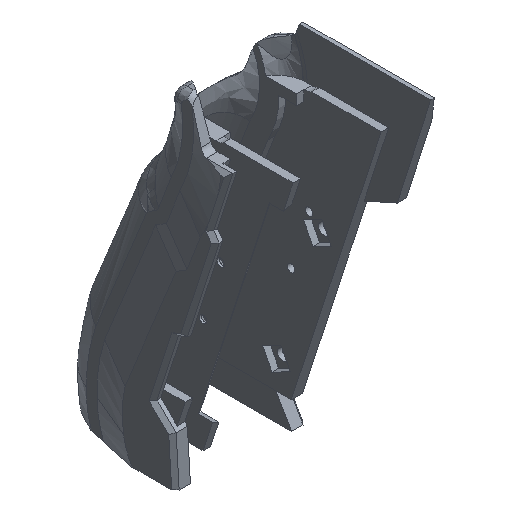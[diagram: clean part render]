
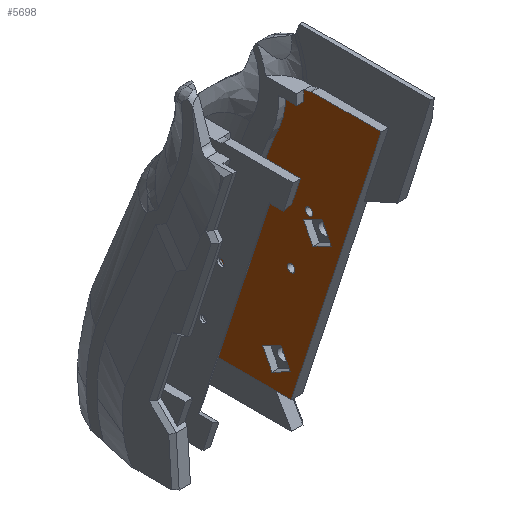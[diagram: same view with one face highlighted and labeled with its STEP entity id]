
A CAD part, isometric view. The second image highlights one B-rep face of the part: STEP entity #5698.
In plain terms, the highlighted planar face has unit normal (-1, 0, 0).
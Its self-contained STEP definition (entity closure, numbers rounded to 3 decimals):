
#507=CIRCLE('',#6059,4.75);
#512=CIRCLE('',#6074,1.);
#513=CIRCLE('',#6075,1.);
#514=CIRCLE('',#6076,43.954);
#515=CIRCLE('',#6077,29.365);
#516=CIRCLE('',#6078,4.);
#517=CIRCLE('',#6079,23.129);
#518=CIRCLE('',#6080,56.245);
#519=CIRCLE('',#6081,52.355);
#855=ORIENTED_EDGE('',*,*,#2564,.F.);
#856=ORIENTED_EDGE('',*,*,#2565,.F.);
#857=ORIENTED_EDGE('',*,*,#2566,.F.);
#858=ORIENTED_EDGE('',*,*,#2567,.F.);
#859=ORIENTED_EDGE('',*,*,#2568,.F.);
#860=ORIENTED_EDGE('',*,*,#2569,.F.);
#861=ORIENTED_EDGE('',*,*,#2570,.F.);
#862=ORIENTED_EDGE('',*,*,#2571,.F.);
#863=ORIENTED_EDGE('',*,*,#2572,.F.);
#864=ORIENTED_EDGE('',*,*,#2573,.T.);
#865=ORIENTED_EDGE('',*,*,#2526,.T.);
#866=ORIENTED_EDGE('',*,*,#2523,.T.);
#867=ORIENTED_EDGE('',*,*,#2574,.T.);
#868=ORIENTED_EDGE('',*,*,#2575,.T.);
#869=ORIENTED_EDGE('',*,*,#2576,.T.);
#870=ORIENTED_EDGE('',*,*,#2577,.T.);
#871=ORIENTED_EDGE('',*,*,#2578,.T.);
#872=ORIENTED_EDGE('',*,*,#2579,.T.);
#873=ORIENTED_EDGE('',*,*,#2580,.F.);
#874=ORIENTED_EDGE('',*,*,#2581,.T.);
#875=ORIENTED_EDGE('',*,*,#2582,.F.);
#876=ORIENTED_EDGE('',*,*,#2583,.F.);
#877=ORIENTED_EDGE('',*,*,#2584,.T.);
#878=ORIENTED_EDGE('',*,*,#2585,.T.);
#879=ORIENTED_EDGE('',*,*,#2586,.F.);
#880=ORIENTED_EDGE('',*,*,#2587,.T.);
#881=ORIENTED_EDGE('',*,*,#2588,.T.);
#2523=EDGE_CURVE('',#3381,#3382,#507,.F.);
#2526=EDGE_CURVE('',#3382,#3381,#3928,.T.);
#2564=EDGE_CURVE('',#3411,#3411,#512,.T.);
#2565=EDGE_CURVE('',#3412,#3413,#3941,.T.);
#2566=EDGE_CURVE('',#3414,#3412,#3942,.T.);
#2567=EDGE_CURVE('',#3415,#3414,#3943,.T.);
#2568=EDGE_CURVE('',#3413,#3415,#3944,.T.);
#2569=EDGE_CURVE('',#3416,#3417,#3945,.T.);
#2570=EDGE_CURVE('',#3418,#3416,#3946,.T.);
#2571=EDGE_CURVE('',#3419,#3418,#3947,.T.);
#2572=EDGE_CURVE('',#3417,#3419,#3948,.T.);
#2573=EDGE_CURVE('',#3420,#3420,#513,.T.);
#2574=EDGE_CURVE('',#3421,#3422,#514,.T.);
#2575=EDGE_CURVE('',#3422,#3423,#515,.T.);
#2576=EDGE_CURVE('',#3423,#3424,#3949,.T.);
#2577=EDGE_CURVE('',#3424,#3425,#3950,.F.);
#2578=EDGE_CURVE('',#3425,#3426,#3951,.T.);
#2579=EDGE_CURVE('',#3426,#3427,#3952,.T.);
#2580=EDGE_CURVE('',#3428,#3427,#3953,.T.);
#2581=EDGE_CURVE('',#3428,#3429,#516,.F.);
#2582=EDGE_CURVE('',#3430,#3429,#3954,.T.);
#2583=EDGE_CURVE('',#3431,#3430,#3955,.T.);
#2584=EDGE_CURVE('',#3431,#3432,#3956,.T.);
#2585=EDGE_CURVE('',#3432,#3433,#517,.F.);
#2586=EDGE_CURVE('',#3434,#3433,#3957,.T.);
#2587=EDGE_CURVE('',#3434,#3435,#518,.F.);
#2588=EDGE_CURVE('',#3435,#3421,#519,.T.);
#3381=VERTEX_POINT('',#8231);
#3382=VERTEX_POINT('',#8232);
#3411=VERTEX_POINT('',#8430);
#3412=VERTEX_POINT('',#8432);
#3413=VERTEX_POINT('',#8433);
#3414=VERTEX_POINT('',#8435);
#3415=VERTEX_POINT('',#8437);
#3416=VERTEX_POINT('',#8440);
#3417=VERTEX_POINT('',#8441);
#3418=VERTEX_POINT('',#8443);
#3419=VERTEX_POINT('',#8445);
#3420=VERTEX_POINT('',#8448);
#3421=VERTEX_POINT('',#8450);
#3422=VERTEX_POINT('',#8451);
#3423=VERTEX_POINT('',#8453);
#3424=VERTEX_POINT('',#8455);
#3425=VERTEX_POINT('',#8457);
#3426=VERTEX_POINT('',#8459);
#3427=VERTEX_POINT('',#8461);
#3428=VERTEX_POINT('',#8463);
#3429=VERTEX_POINT('',#8465);
#3430=VERTEX_POINT('',#8467);
#3431=VERTEX_POINT('',#8469);
#3432=VERTEX_POINT('',#8471);
#3433=VERTEX_POINT('',#8473);
#3434=VERTEX_POINT('',#8475);
#3435=VERTEX_POINT('',#8477);
#3928=LINE('',#8236,#4391);
#3941=LINE('',#8431,#4404);
#3942=LINE('',#8434,#4405);
#3943=LINE('',#8436,#4406);
#3944=LINE('',#8438,#4407);
#3945=LINE('',#8439,#4408);
#3946=LINE('',#8442,#4409);
#3947=LINE('',#8444,#4410);
#3948=LINE('',#8446,#4411);
#3949=LINE('',#8454,#4412);
#3950=LINE('',#8456,#4413);
#3951=LINE('',#8458,#4414);
#3952=LINE('',#8460,#4415);
#3953=LINE('',#8462,#4416);
#3954=LINE('',#8466,#4417);
#3955=LINE('',#8468,#4418);
#3956=LINE('',#8470,#4419);
#3957=LINE('',#8474,#4420);
#4391=VECTOR('',#6638,1000.);
#4404=VECTOR('',#6679,1000.);
#4405=VECTOR('',#6680,1000.);
#4406=VECTOR('',#6681,1000.);
#4407=VECTOR('',#6682,1000.);
#4408=VECTOR('',#6683,1000.);
#4409=VECTOR('',#6684,1000.);
#4410=VECTOR('',#6685,1000.);
#4411=VECTOR('',#6686,1000.);
#4412=VECTOR('',#6693,1000.);
#4413=VECTOR('',#6694,1000.);
#4414=VECTOR('',#6695,1000.);
#4415=VECTOR('',#6696,1000.);
#4416=VECTOR('',#6697,1000.);
#4417=VECTOR('',#6700,1000.);
#4418=VECTOR('',#6701,1000.);
#4419=VECTOR('',#6702,1000.);
#4420=VECTOR('',#6705,1000.);
#4822=EDGE_LOOP('',(#855));
#4823=EDGE_LOOP('',(#856,#857,#858,#859));
#4824=EDGE_LOOP('',(#860,#861,#862,#863));
#4825=EDGE_LOOP('',(#864));
#4826=EDGE_LOOP('',(#865,#866));
#4827=EDGE_LOOP('',(#867,#868,#869,#870,#871,#872,#873,#874,#875,#876,#877,
#878,#879,#880,#881));
#5186=FACE_BOUND('',#4822,.T.);
#5187=FACE_BOUND('',#4823,.T.);
#5188=FACE_BOUND('',#4824,.T.);
#5189=FACE_BOUND('',#4825,.T.);
#5190=FACE_BOUND('',#4826,.T.);
#5191=FACE_BOUND('',#4827,.T.);
#5524=PLANE('',#6073);
#5698=ADVANCED_FACE('',(#5186,#5187,#5188,#5189,#5190,#5191),#5524,.T.);
#6059=AXIS2_PLACEMENT_3D('',#8230,#6632,#6633);
#6073=AXIS2_PLACEMENT_3D('',#8428,#6675,#6676);
#6074=AXIS2_PLACEMENT_3D('',#8429,#6677,#6678);
#6075=AXIS2_PLACEMENT_3D('',#8447,#6687,#6688);
#6076=AXIS2_PLACEMENT_3D('',#8449,#6689,#6690);
#6077=AXIS2_PLACEMENT_3D('',#8452,#6691,#6692);
#6078=AXIS2_PLACEMENT_3D('',#8464,#6698,#6699);
#6079=AXIS2_PLACEMENT_3D('',#8472,#6703,#6704);
#6080=AXIS2_PLACEMENT_3D('',#8476,#6706,#6707);
#6081=AXIS2_PLACEMENT_3D('',#8478,#6708,#6709);
#6632=DIRECTION('',(-1.,0.,0.));
#6633=DIRECTION('',(0.,0.,1.));
#6638=DIRECTION('',(0.,0.309,-0.951));
#6675=DIRECTION('',(-1.,0.,0.));
#6676=DIRECTION('',(0.,0.,-1.));
#6677=DIRECTION('',(-1.,0.,0.));
#6678=DIRECTION('',(0.,0.,1.));
#6679=DIRECTION('',(0.,-0.454,-0.891));
#6680=DIRECTION('',(0.,0.891,-0.454));
#6681=DIRECTION('',(0.,0.454,0.891));
#6682=DIRECTION('',(0.,-0.891,0.454));
#6683=DIRECTION('',(0.,-0.454,-0.891));
#6684=DIRECTION('',(0.,0.891,-0.454));
#6685=DIRECTION('',(0.,0.454,0.891));
#6686=DIRECTION('',(0.,-0.891,0.454));
#6687=DIRECTION('',(1.,0.,0.));
#6688=DIRECTION('',(0.,-1.,0.));
#6689=DIRECTION('',(-1.,0.,0.));
#6690=DIRECTION('',(0.,0.,1.));
#6691=DIRECTION('',(-1.,0.,0.));
#6692=DIRECTION('',(0.,0.,1.));
#6693=DIRECTION('',(0.,-1.,0.));
#6694=DIRECTION('',(0.,-0.615,-0.789));
#6695=DIRECTION('',(0.,-1.,0.));
#6696=DIRECTION('',(0.,-0.309,0.951));
#6697=DIRECTION('',(0.,-1.,0.));
#6698=DIRECTION('',(-1.,0.,0.));
#6699=DIRECTION('',(0.,0.,1.));
#6700=DIRECTION('',(0.,-1.,0.));
#6701=DIRECTION('',(0.,0.,1.));
#6702=DIRECTION('',(0.,1.,0.));
#6703=DIRECTION('',(-1.,0.,0.));
#6704=DIRECTION('',(0.,0.,1.));
#6705=DIRECTION('',(0.,-0.357,0.934));
#6706=DIRECTION('',(-1.,0.,0.));
#6707=DIRECTION('',(0.,0.,1.));
#6708=DIRECTION('',(-1.,0.,0.));
#6709=DIRECTION('',(0.,0.,1.));
#8230=CARTESIAN_POINT('',(10.8,188.575,21.834));
#8231=CARTESIAN_POINT('',(10.8,186.34,17.642));
#8232=CARTESIAN_POINT('',(10.8,184.303,23.911));
#8236=CARTESIAN_POINT('',(10.8,184.39,23.644));
#8428=CARTESIAN_POINT('',(10.8,0.,0.));
#8429=CARTESIAN_POINT('',(10.8,164.297,55.193));
#8430=CARTESIAN_POINT('',(10.8,164.297,56.193));
#8431=CARTESIAN_POINT('',(10.8,165.731,52.591));
#8432=CARTESIAN_POINT('',(10.8,165.731,52.591));
#8433=CARTESIAN_POINT('',(10.8,163.234,47.69));
#8434=CARTESIAN_POINT('',(10.8,160.831,55.088));
#8435=CARTESIAN_POINT('',(10.8,160.831,55.088));
#8436=CARTESIAN_POINT('',(10.8,158.334,50.187));
#8437=CARTESIAN_POINT('',(10.8,158.334,50.187));
#8438=CARTESIAN_POINT('',(10.8,163.234,47.69));
#8439=CARTESIAN_POINT('',(10.8,176.653,18.123));
#8440=CARTESIAN_POINT('',(10.8,176.653,18.123));
#8441=CARTESIAN_POINT('',(10.8,174.156,13.223));
#8442=CARTESIAN_POINT('',(10.8,171.752,20.62));
#8443=CARTESIAN_POINT('',(10.8,171.752,20.62));
#8444=CARTESIAN_POINT('',(10.8,169.255,15.72));
#8445=CARTESIAN_POINT('',(10.8,169.255,15.72));
#8446=CARTESIAN_POINT('',(10.8,174.156,13.223));
#8447=CARTESIAN_POINT('',(10.8,169.038,39.747));
#8448=CARTESIAN_POINT('',(10.8,168.038,39.747));
#8449=CARTESIAN_POINT('',(10.8,151.323,10.445));
#8450=CARTESIAN_POINT('',(10.8,193.127,24.023));
#8451=CARTESIAN_POINT('',(10.8,195.267,9.517));
#8452=CARTESIAN_POINT('',(10.8,165.907,10.062));
#8453=CARTESIAN_POINT('',(10.8,195.249,8.891));
#8454=CARTESIAN_POINT('',(10.8,191.36,8.891));
#8455=CARTESIAN_POINT('',(10.8,194.491,8.891));
#8456=CARTESIAN_POINT('',(10.8,117.304,-90.203));
#8457=CARTESIAN_POINT('',(10.8,194.881,9.391));
#8458=CARTESIAN_POINT('',(10.8,191.36,9.391));
#8459=CARTESIAN_POINT('',(10.8,169.012,9.391));
#8460=CARTESIAN_POINT('',(10.8,169.296,8.518));
#8461=CARTESIAN_POINT('',(10.8,145.026,83.211));
#8462=CARTESIAN_POINT('',(10.8,0.,83.211));
#8463=CARTESIAN_POINT('',(10.8,163.54,83.211));
#8464=CARTESIAN_POINT('',(10.8,165.578,86.653));
#8465=CARTESIAN_POINT('',(10.8,165.578,82.653));
#8466=CARTESIAN_POINT('',(10.8,165.639,82.653));
#8467=CARTESIAN_POINT('',(10.8,165.639,82.653));
#8468=CARTESIAN_POINT('',(10.8,165.639,82.653));
#8469=CARTESIAN_POINT('',(10.8,165.639,79.903));
#8470=CARTESIAN_POINT('',(10.8,146.101,79.903));
#8471=CARTESIAN_POINT('',(10.8,170.399,79.903));
#8472=CARTESIAN_POINT('',(10.8,193.524,79.471));
#8473=CARTESIAN_POINT('',(10.8,173.405,68.06));
#8474=CARTESIAN_POINT('',(10.8,174.015,66.465));
#8475=CARTESIAN_POINT('',(10.8,183.391,41.917));
#8476=CARTESIAN_POINT('',(10.8,233.766,66.934));
#8477=CARTESIAN_POINT('',(10.8,188.201,33.959));
#8478=CARTESIAN_POINT('',(10.8,144.02,5.868));
